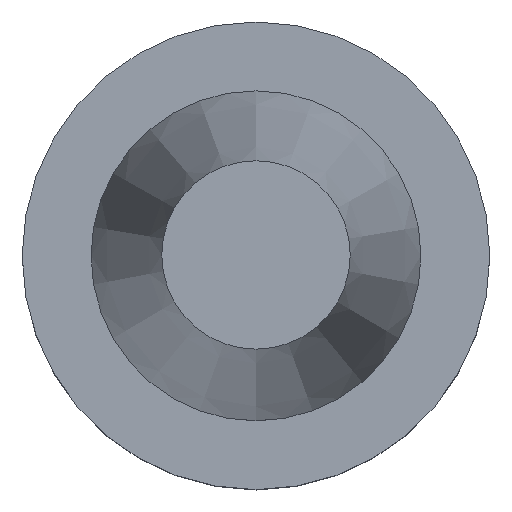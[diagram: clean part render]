
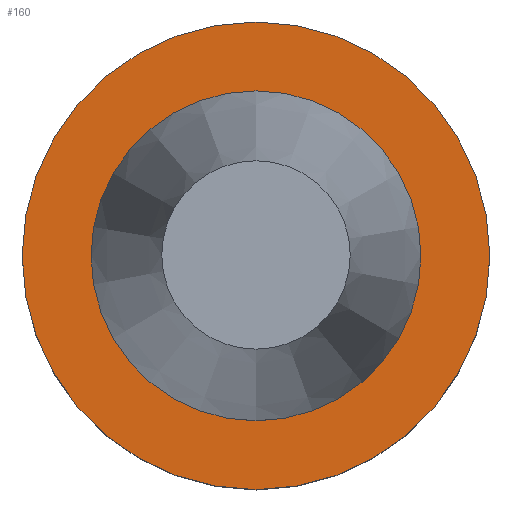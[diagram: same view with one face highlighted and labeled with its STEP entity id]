
A CAD part, top view. The second image highlights one B-rep face of the part: STEP entity #160.
In plain terms, the highlighted planar face has unit normal (0, 0, 1).
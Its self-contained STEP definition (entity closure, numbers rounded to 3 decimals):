
#157=EDGE_CURVE('Unnamed[1]',#327,#327,#328,.T.);
#160=ADVANCED_FACE('Unnamed[1]',(#331,#332),#333,.T.);
#169=EDGE_CURVE('Unnamed[1]',#346,#346,#347,.T.);
#327=VERTEX_POINT('',#534);
#328=CIRCLE('',#535,22.225);
#331=FACE_OUTER_BOUND('',#539,.T.);
#332=FACE_BOUND('',#540,.T.);
#333=PLANE('',#541);
#346=VERTEX_POINT('',#558);
#347=CIRCLE('',#559,31.5);
#534=CARTESIAN_POINT('',(0.,22.225,-1.));
#535=AXIS2_PLACEMENT_3D('',#721,#722,#723);
#539=EDGE_LOOP('',(#725));
#540=EDGE_LOOP('',(#726));
#541=AXIS2_PLACEMENT_3D('',#727,#728,#729);
#558=CARTESIAN_POINT('',(0.,31.5,-1.));
#559=AXIS2_PLACEMENT_3D('',#742,#743,#744);
#721=CARTESIAN_POINT('',(0.,0.,-1.));
#722=DIRECTION('',(0.,0.,-1.0));
#723=DIRECTION('',(0.,1.0,0.));
#725=ORIENTED_EDGE('',*,*,#169,.F.);
#726=ORIENTED_EDGE('',*,*,#157,.T.);
#727=CARTESIAN_POINT('',(0.,26.862,-1.));
#728=DIRECTION('',(0.,0.,1.0));
#729=DIRECTION('',(0.,-1.0,0.));
#742=CARTESIAN_POINT('',(0.,0.,-1.));
#743=DIRECTION('',(0.,0.,-1.0));
#744=DIRECTION('',(0.,1.0,0.));
